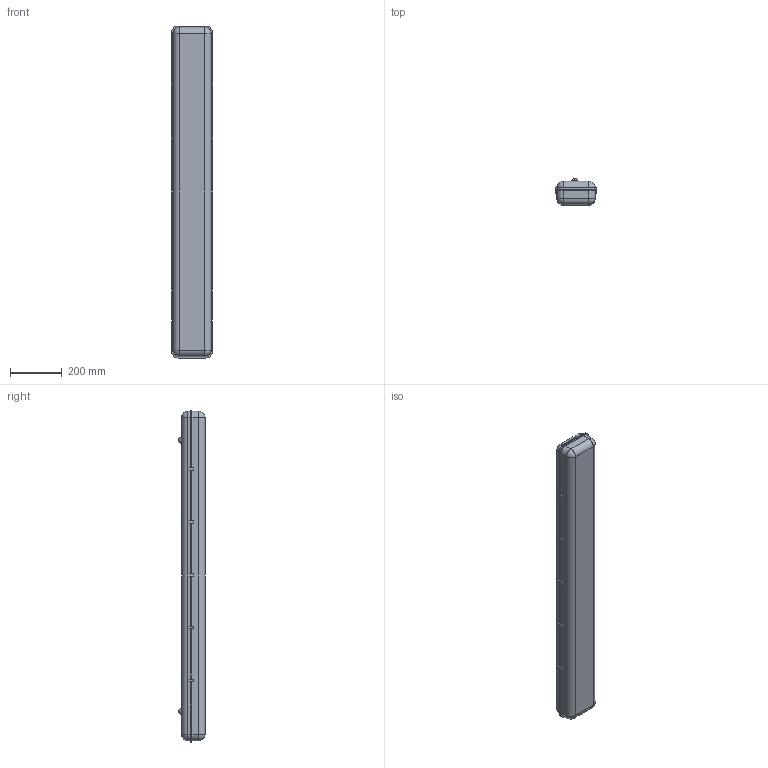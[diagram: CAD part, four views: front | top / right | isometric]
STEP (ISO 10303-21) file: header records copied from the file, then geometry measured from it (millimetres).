
FILE_DESCRIPTION (( 'STEP AP214' ), '1' );
FILE_NAME ('NORTH 1200.STEP', '2018-07-20T09:58:16', ( '' ), ( '' ), 'SwSTEP 2.0', 'SolidWorks 2013', '' );
FILE_SCHEMA (( 'AUTOMOTIVE_DESIGN' ));
Length unit declared in the file: millimetre
Products named in the file (3): 23; 12; NORTH 1200
Assembly tree (2 placements, depth 2):
  NORTH 1200
    12
    23
Bounding box: 160 x 101.29 x 1286 mm (x, y, z)
Volume: 1359770.8 mm3; surface area: 1239965.5 mm2
Topology: 3 solids, 3 shells, 166 faces, 412 edges, 248 vertices
Faces by surface type: plane 102, cylinder 44, sphere 16, bspline 2, torus 2
Entity records: 7071 total; most frequent: CARTESIAN_POINT 1201, DIRECTION 826, ORIENTED_EDGE 792, EDGE_CURVE 396, VECTOR 296, LINE 296, AXIS2_PLACEMENT_3D 265, VERTEX_POINT 248
